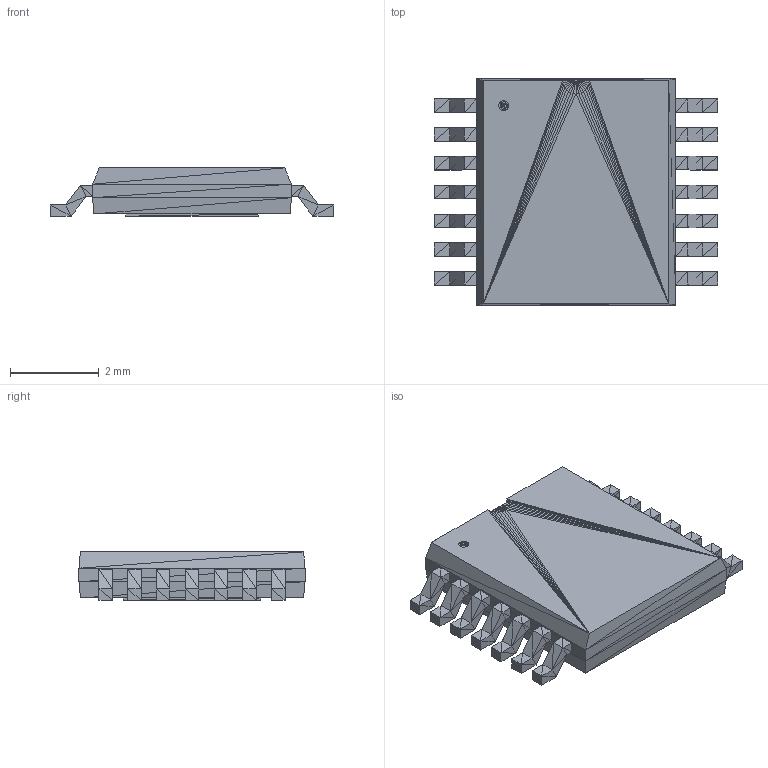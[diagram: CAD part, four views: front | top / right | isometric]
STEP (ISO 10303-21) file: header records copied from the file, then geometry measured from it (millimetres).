
FILE_DESCRIPTION(('STEP AP214'),'1');
FILE_NAME('MXA14A','2020-05-30T00:24:20',(''),(''),'','','');
FILE_SCHEMA(('AUTOMOTIVE_DESIGN'));
Length unit declared in the file: millimetre
Products named in the file (1): product
Bounding box: 6.4 x 5.11 x 1.09 mm (x, y, z)
Surface area: 103.5 mm2 (no closed solid volume)
Topology: 0 solids, 633 shells, 633 faces, 1899 edges, 1899 vertices
Faces by surface type: plane 633
Entity records: 20948 total; most frequent: CARTESIAN_POINT 4432, DIRECTION 3167, ORIENTED_EDGE 1899, EDGE_CURVE 1899, VERTEX_POINT 1899, LINE 1899, VECTOR 1899, AXIS2_PLACEMENT_3D 634
